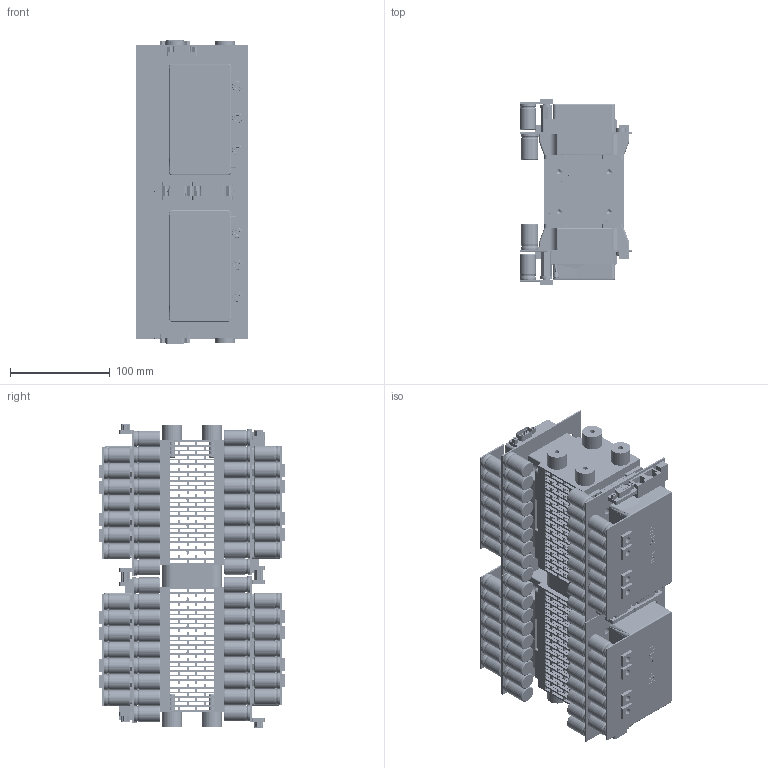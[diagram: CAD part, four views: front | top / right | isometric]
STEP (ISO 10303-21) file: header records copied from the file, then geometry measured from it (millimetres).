
FILE_DESCRIPTION(('FreeCAD Model'),'2;1');
FILE_NAME('MC300_LA29_Duo.step','2020-01-15T11:41:00',('Author'),(''), 'Open CASCADE STEP processor 7.3','FreeCAD','Unknown');
FILE_SCHEMA(('AUTOMOTIVE_DESIGN { 1 0 10303 214 1 1 1 1 }'));
Length unit declared in the file: millimetre
Products named in the file (15): Koerperverbinder_001; KuehlkorperLA29_Assembly_001; KuehlkorperLA29_Assembly_002; MC300_CAP_Assembly_001; MC300_CAP_Slave_Assembly_001; MC300_CAP_Assembly_002; MC300_CAP_Slave_Assembly_002; SchwinggummiM6_001; SchwinggummiM6_002; SchwinggummiM6_003; SchwinggummiM6_004; SchwinggummiM6_005; SchwinggummiM6_006; SchwinggummiM6_007; SchwinggummiM6_008
Bounding box: 112.55 x 186.74 x 304.84 mm (x, y, z)
Volume: 866027.4 mm3; surface area: 1299828.1 mm2
Topology: 11 solids, 199 shells, 6978 faces, 17514 edges, 11254 vertices
Faces by surface type: plane 3258, cylinder 2256, torus 536, extrusion 464, bspline 432, cone 32
Full cylindrical faces by diameter (mm): 1 x132, 2.5 x24, 2.8 x16, 4.3 x16, 5 x76, 6 x204, 6.1 x8, 6.2 x16, 6.3 x16, 6.6 x16, 7 x16, 7.5 x32, 7.7 x16, 8 x16, 10 x12, 12 x16, 16.1 x144, 20 x8
Entity records: 616915 total; most frequent: CARTESIAN_POINT 225223, DIRECTION 60806, VECTOR 36096, LINE 35632, ORIENTED_EDGE 34772, PCURVE 34772, DEFINITIONAL_REPRESENTATION 34772, EDGE_CURVE 17474
